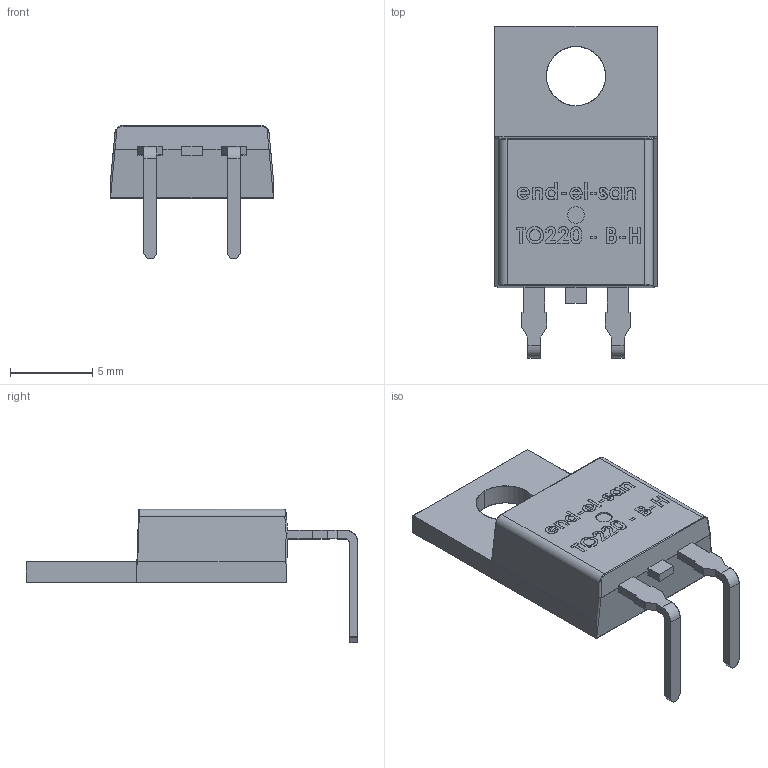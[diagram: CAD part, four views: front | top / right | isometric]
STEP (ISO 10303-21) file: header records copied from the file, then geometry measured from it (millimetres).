
FILE_DESCRIPTION(('FreeCAD Model'),'2;1');
FILE_NAME('Compound.step', '2017-04-03T15:29:18',('kicad StepUp'),('ksu MCAD'), 'Open CASCADE STEP processor 6.8','FreeCAD','Unknown');
FILE_SCHEMA(('AUTOMOTIVE_DESIGN_CC2 { 1 2 10303 214 -1 1 5 4 }'));
Length unit declared in the file: millimetre
Products named in the file (1): Compound
Bounding box: 9.9 x 20.21 x 8.13 mm (x, y, z)
Volume: 474.1 mm3; surface area: 719.4 mm2
Topology: 2 solids, 2 shells, 484 faces, 1202 edges, 709 vertices
Faces by surface type: plane 193, bspline 164, cylinder 127
Entity records: 23039 total; most frequent: CARTESIAN_POINT 9466, ORIENTED_EDGE 2322, DIRECTION 1700, EDGE_CURVE 1161, VERTEX_POINT 709, LINE 698, VECTOR 698, FACE_BOUND 514
